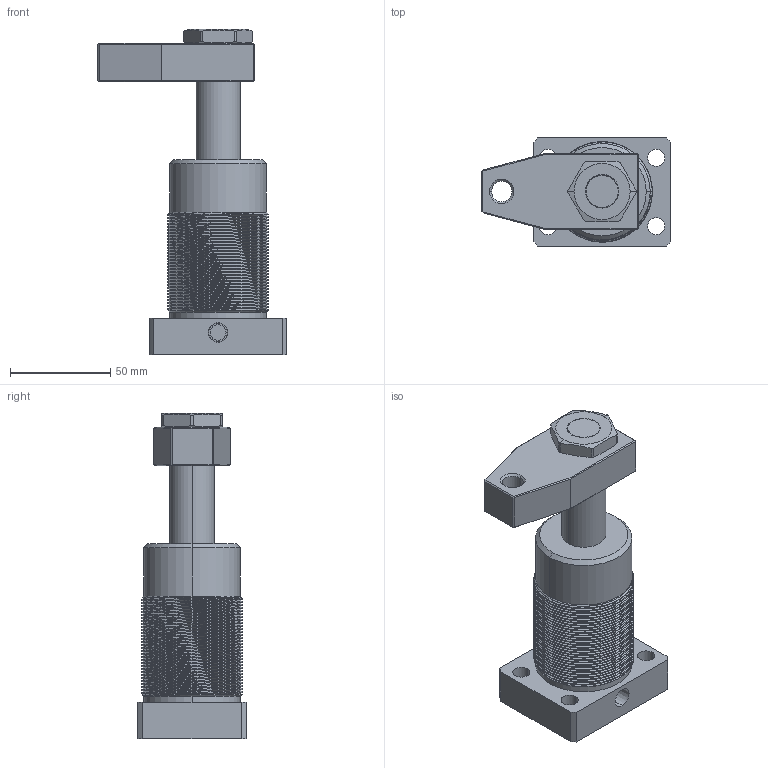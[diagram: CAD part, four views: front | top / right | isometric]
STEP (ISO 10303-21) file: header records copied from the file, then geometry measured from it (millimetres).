
FILE_DESCRIPTION (( 'STEP AP214' ), '1' );
FILE_NAME ('NFS-32B.STEP', '2019-05-22T11:42:08', ( '' ), ( '' ), 'SwSTEP 2.0', 'SolidWorks 2016', '' );
FILE_SCHEMA (( 'AUTOMOTIVE_DESIGN' ));
Length unit declared in the file: millimetre
Products named in the file (4): NFS-32B-bt; 揤旋; 蹟簽; NFS-32B
Assembly tree (3 placements, depth 2):
  NFS-32B
    蹟簽
    揤旋
    NFS-32B-bt
Bounding box: 94 x 54 x 162 mm (x, y, z)
Volume: 278453.1 mm3; surface area: 48223.4 mm2
Topology: 3 solids, 3 shells, 207 faces, 526 edges, 335 vertices
Faces by surface type: cylinder 119, plane 57, cone 25, bspline 4, torus 2
Entity records: 11394 total; most frequent: CARTESIAN_POINT 6624, ORIENTED_EDGE 1052, DIRECTION 877, EDGE_CURVE 526, VERTEX_POINT 335, AXIS2_PLACEMENT_3D 327, EDGE_LOOP 231, LINE 223
